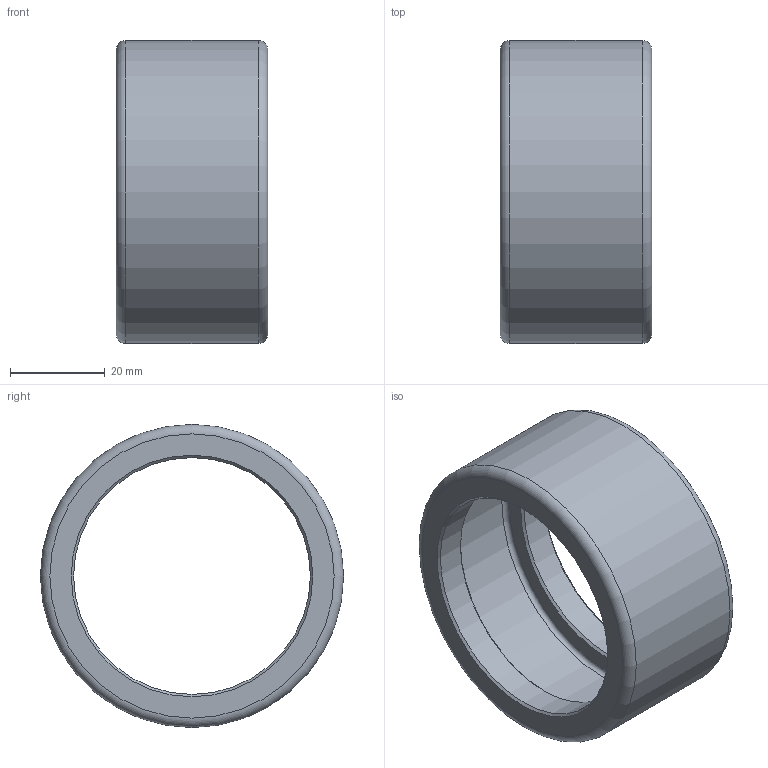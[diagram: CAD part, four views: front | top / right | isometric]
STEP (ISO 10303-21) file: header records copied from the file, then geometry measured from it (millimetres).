
FILE_DESCRIPTION(/* description */ ('','','2;1'),/* implementation_level */ '2;1');
FILE_NAME(/* name */ '',/* time_stamp */ '2021-05-02T18:19:47+02:00',/* author */ ('Mikael Hedlind'),/* organization */ ('KTH Royal Institute of Technology'),/* preprocessor_version */ '',/* originating_system */ '',/* authorization */ '');
FILE_SCHEMA(('AP242_MANAGED_MODEL_BASED_3D_ENGINEERING_MIM_LF'));
Length unit declared in the file: millimetre
Products named in the file (1): 2
Bounding box: 32 x 64 x 64 mm (x, y, z)
Volume: 23949.2 mm3; surface area: 15897.9 mm2
Topology: 1 solids, 1 shells, 16 faces, 31 edges, 19 vertices
Faces by surface type: plane 4, cylinder 4, torus 4, cone 4
Full cylindrical faces by diameter (mm): 50 x2, 60 x1, 64 x1
Entity records: 598 total; most frequent: DIRECTION 116, CARTESIAN_POINT 83, AXIS2_PLACEMENT_3D 58, ORIENTED_EDGE 32, EDGE_LOOP 32, FACE_BOUND 32, EDGE_CURVE 16, VERTEX_POINT 16
